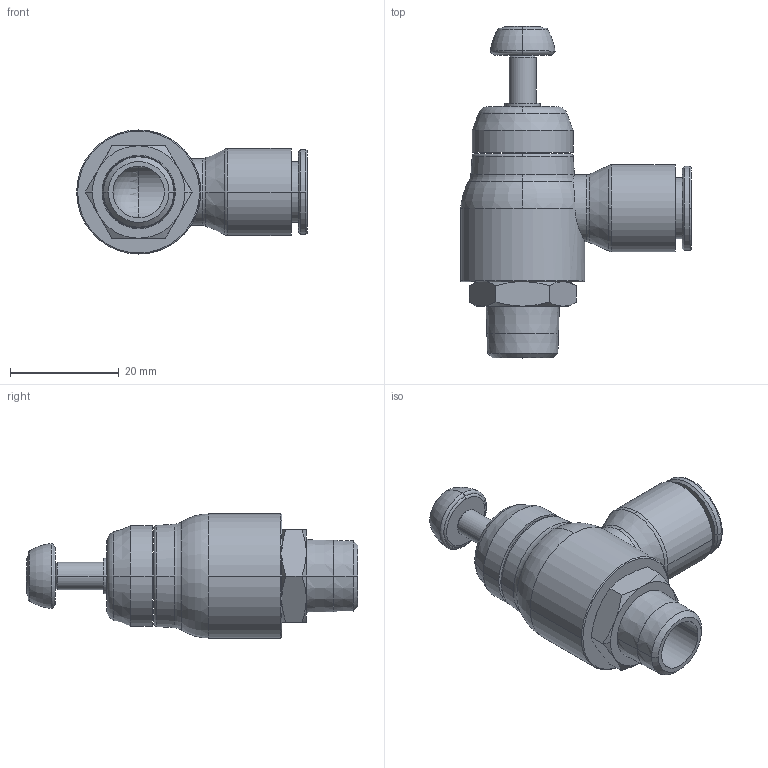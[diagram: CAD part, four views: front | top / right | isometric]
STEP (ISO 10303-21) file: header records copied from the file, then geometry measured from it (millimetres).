
FILE_DESCRIPTION(('STEP AP214'),'1');
FILE_NAME('7066_10_13.stp','2016-07-07T14:20:59',('TraceParts'),('TraceParts S.A.'),'Spatial InterOp 3D',' ',' ');
FILE_SCHEMA(('automotive_design'));
Length unit declared in the file: millimetre
Products named in the file (1): 1
Bounding box: 42.4 x 61 x 22.8 mm (x, y, z)
Volume: 13207.7 mm3; surface area: 7188.1 mm2
Topology: 1 solids, 1 shells, 107 faces, 264 edges, 166 vertices
Faces by surface type: cone 34, torus 27, cylinder 24, plane 20, sphere 2
Entity records: 3459 total; most frequent: CARTESIAN_POINT 854, DIRECTION 614, ORIENTED_EDGE 520, AXIS2_PLACEMENT_3D 278, EDGE_CURVE 260, CIRCLE 170, VERTEX_POINT 166, EDGE_LOOP 120
